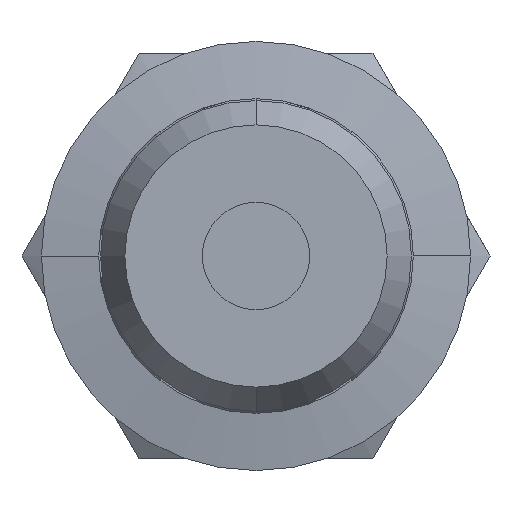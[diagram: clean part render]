
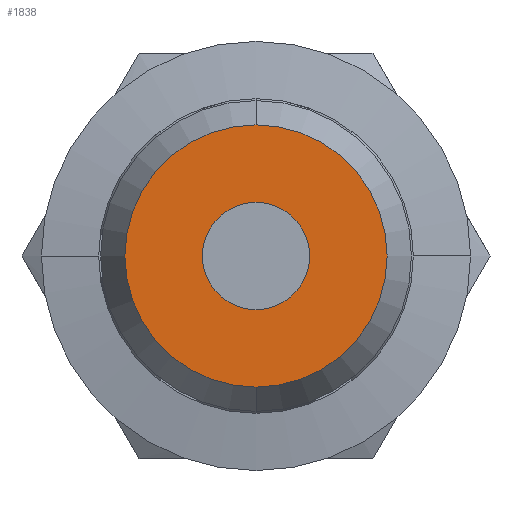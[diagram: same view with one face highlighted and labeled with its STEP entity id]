
A CAD part, front view. The second image highlights one B-rep face of the part: STEP entity #1838.
In plain terms, the highlighted planar face has unit normal (0, -1, 0).
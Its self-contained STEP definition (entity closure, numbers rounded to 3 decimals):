
#227 = AXIS2_PLACEMENT_3D ( 'NONE', #3553, #3554, #3555 ) ;
#239 = AXIS2_PLACEMENT_3D ( 'NONE', #3606, #3607, #3608 ) ;
#246 = AXIS2_PLACEMENT_3D ( 'NONE', #4000, #4001, #4002 ) ;
#247 = AXIS2_PLACEMENT_3D ( 'NONE', #4003, #4004, #4005 ) ;
#493 = ORIENTED_EDGE ( 'NONE', *, *, #4266, .F. ) ;
#494 = ORIENTED_EDGE ( 'NONE', *, *, #4222, .F. ) ;
#495 = ORIENTED_EDGE ( 'NONE', *, *, #4267, .T. ) ;
#496 = ORIENTED_EDGE ( 'NONE', *, *, #4243, .T. ) ;
#597 = EDGE_LOOP ( 'NONE', ( #493, #494 ) ) ;
#605 = EDGE_LOOP ( 'NONE', ( #495, #496 ) ) ;
#674 = FACE_BOUND ( 'NONE', #597, .T. ) ;
#675 = FACE_OUTER_BOUND ( 'NONE', #605, .T. ) ;
#984 = VERTEX_POINT ( 'NONE', #2145 ) ;
#985 = VERTEX_POINT ( 'NONE', #2146 ) ;
#992 = VERTEX_POINT ( 'NONE', #2153 ) ;
#999 = VERTEX_POINT ( 'NONE', #2160 ) ;
#1158 = PLANE ( 'NONE',  #1678 ) ;
#1165 = CARTESIAN_POINT ( 'NONE',  ( 0., 0., 0. ) ) ;
#1166 = DIRECTION ( 'NONE',  ( 0., -1., 0. ) ) ;
#1167 = DIRECTION ( 'NONE',  ( 0., 0., -1. ) ) ;
#1678 = AXIS2_PLACEMENT_3D ( 'NONE', #1165, #1166, #1167 ) ;
#1838 = ADVANCED_FACE ( 'NONE', ( #674, #675 ), #1158, .T. ) ;
#2145 = CARTESIAN_POINT ( 'NONE',  ( 0., 0., 2.25 ) ) ;
#2146 = CARTESIAN_POINT ( 'NONE',  ( 0., 0., -2.25 ) ) ;
#2153 = CARTESIAN_POINT ( 'NONE',  ( 0., 0., -5.5 ) ) ;
#2160 = CARTESIAN_POINT ( 'NONE',  ( 0., 0., 5.5 ) ) ;
#2723 = CIRCLE ( 'NONE', #227, 2.25 ) ;
#2777 = CIRCLE ( 'NONE', #239, 5.5 ) ;
#2968 = CIRCLE ( 'NONE', #246, 2.25 ) ;
#2969 = CIRCLE ( 'NONE', #247, 5.5 ) ;
#3553 = CARTESIAN_POINT ( 'NONE',  ( 0., 0., 0. ) ) ;
#3554 = DIRECTION ( 'NONE',  ( 0., -1., 0. ) ) ;
#3555 = DIRECTION ( 'NONE',  ( 0., 0., -1. ) ) ;
#3606 = CARTESIAN_POINT ( 'NONE',  ( 0., 0., 0. ) ) ;
#3607 = DIRECTION ( 'NONE',  ( 0., -1., 0. ) ) ;
#3608 = DIRECTION ( 'NONE',  ( 0., 0., -1. ) ) ;
#4000 = CARTESIAN_POINT ( 'NONE',  ( 0., 0., 0. ) ) ;
#4001 = DIRECTION ( 'NONE',  ( 0., -1., 0. ) ) ;
#4002 = DIRECTION ( 'NONE',  ( 0., 0., -1. ) ) ;
#4003 = CARTESIAN_POINT ( 'NONE',  ( 0., 0., 0. ) ) ;
#4004 = DIRECTION ( 'NONE',  ( 0., -1., 0. ) ) ;
#4005 = DIRECTION ( 'NONE',  ( 0., 0., -1. ) ) ;
#4222 = EDGE_CURVE ( 'NONE', #984, #985, #2723, .T. ) ;
#4243 = EDGE_CURVE ( 'NONE', #992, #999, #2777, .T. ) ;
#4266 = EDGE_CURVE ( 'NONE', #985, #984, #2968, .T. ) ;
#4267 = EDGE_CURVE ( 'NONE', #999, #992, #2969, .T. ) ;
